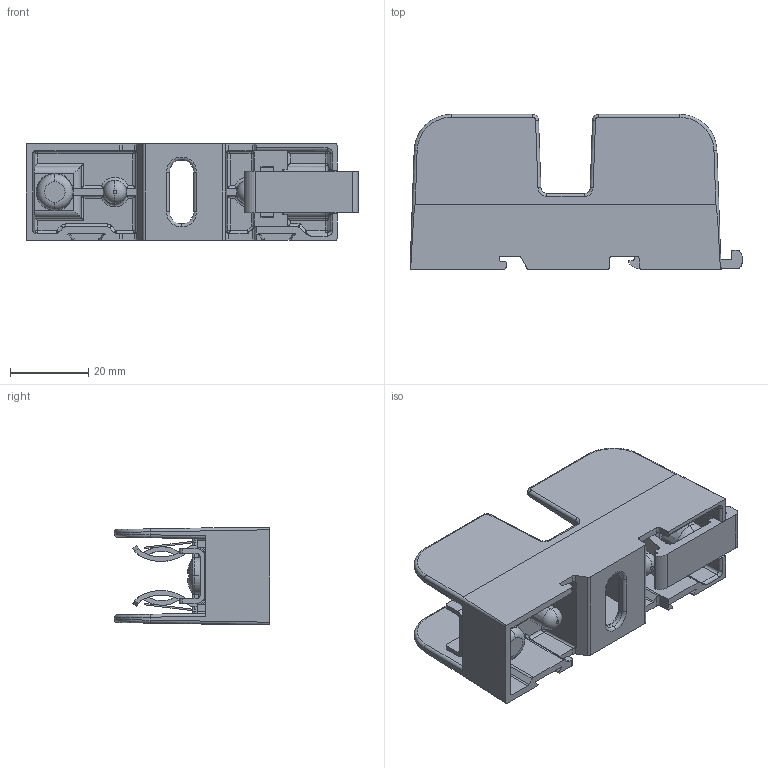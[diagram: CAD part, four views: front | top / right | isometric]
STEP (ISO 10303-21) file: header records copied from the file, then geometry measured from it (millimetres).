
FILE_DESCRIPTION (( 'STEP AP214' ), '1' );
FILE_NAME ('700224.STEP', '2024-09-30T21:11:49', ( '' ), ( '' ), 'SwSTEP 2.0', 'SolidWorks 2021', '' );
FILE_SCHEMA (( 'AUTOMOTIVE_DESIGN' ));
Length unit declared in the file: inch
Products named in the file (8): 400012; F08910_90184A127; 330122_OPEN - ON CLIP (370004); 410004; F08907; 410003_-001; 700224; 370003
Assembly tree (9 placements, depth 3):
  700224
    410003_-001
    410004
    400012  x2
      370003
      330122_OPEN - ON CLIP (370004)
      F08907
    F08910_90184A127  x2
Bounding box: 84.93 x 39.67 x 24.59 mm (x, y, z)
Volume: 23302.1 mm3; surface area: 27578.4 mm2
Topology: 10 solids, 10 shells, 1039 faces, 2738 edges, 1693 vertices
Faces by surface type: plane 395, cylinder 363, cone 139, bspline 77, torus 37, sphere 28
Entity records: 24949 total; most frequent: CARTESIAN_POINT 7053, ORIENTED_EDGE 3890, DIRECTION 3539, EDGE_CURVE 1945, AXIS2_PLACEMENT_3D 1237, VERTEX_POINT 1214, LINE 1065, VECTOR 1065
